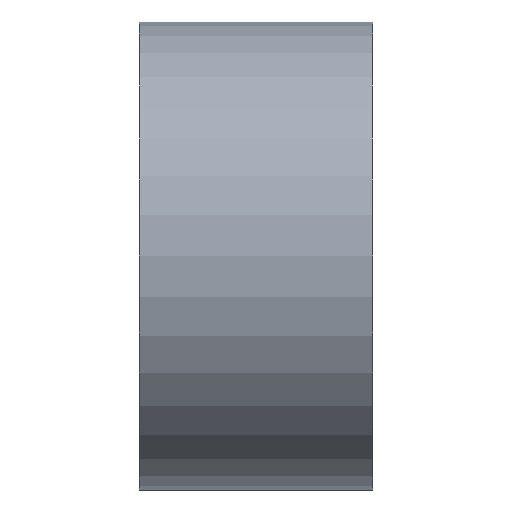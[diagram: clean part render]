
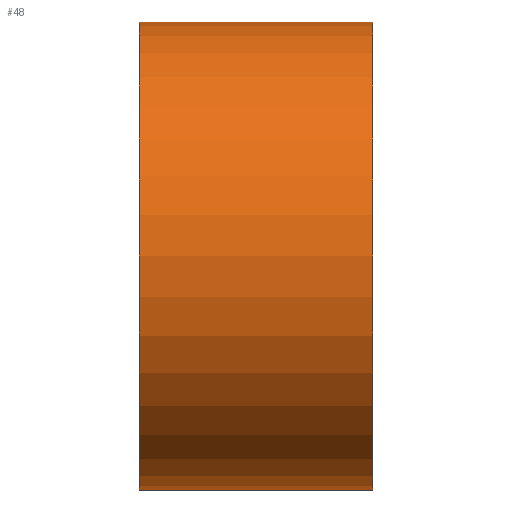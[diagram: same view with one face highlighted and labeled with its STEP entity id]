
A CAD part, left-side view. The second image highlights one B-rep face of the part: STEP entity #48.
In plain terms, the highlighted cylindrical face has radius 25.4 mm (diameter 50.8 mm), a partial arc.
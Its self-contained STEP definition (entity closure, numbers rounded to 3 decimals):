
#9 = EDGE_CURVE ( 'NONE', #36, #217, #50, .T. ) ;
#11 = EDGE_LOOP ( 'NONE', ( #66, #223, #225, #118 ) ) ;
#18 = DIRECTION ( 'NONE',  ( 0., 1., 0. ) ) ;
#21 = DIRECTION ( 'NONE',  ( 0., 0., 1. ) ) ;
#23 = CARTESIAN_POINT ( 'NONE',  ( 0., 0., -25.4 ) ) ;
#24 = CIRCLE ( 'NONE', #101, 25.4 ) ;
#32 = EDGE_CURVE ( 'NONE', #98, #217, #196, .T. ) ;
#36 = VERTEX_POINT ( 'NONE', #88 ) ;
#42 = DIRECTION ( 'NONE',  ( 0., 0., 1. ) ) ;
#48 = ADVANCED_FACE ( 'NONE', ( #139 ), #171, .T. ) ;
#50 = CIRCLE ( 'NONE', #126, 25.4 ) ;
#66 = ORIENTED_EDGE ( 'NONE', *, *, #86, .F. ) ;
#70 = CARTESIAN_POINT ( 'NONE',  ( 0., 161.376, 25.4 ) ) ;
#76 = CARTESIAN_POINT ( 'NONE',  ( 0., 0., 0. ) ) ;
#85 = EDGE_CURVE ( 'NONE', #205, #98, #24, .T. ) ;
#86 = EDGE_CURVE ( 'NONE', #205, #36, #236, .T. ) ;
#88 = CARTESIAN_POINT ( 'NONE',  ( 0., 25.4, -25.4 ) ) ;
#92 = CARTESIAN_POINT ( 'NONE',  ( 0., 25.4, 25.4 ) ) ;
#98 = VERTEX_POINT ( 'NONE', #215 ) ;
#101 = AXIS2_PLACEMENT_3D ( 'NONE', #76, #150, #42 ) ;
#118 = ORIENTED_EDGE ( 'NONE', *, *, #9, .F. ) ;
#125 = CARTESIAN_POINT ( 'NONE',  ( 0., 161.376, 0. ) ) ;
#126 = AXIS2_PLACEMENT_3D ( 'NONE', #128, #227, #21 ) ;
#128 = CARTESIAN_POINT ( 'NONE',  ( 0., 25.4, 0. ) ) ;
#129 = DIRECTION ( 'NONE',  ( 0., 0., 1. ) ) ;
#130 = VECTOR ( 'NONE', #148, 1000. ) ;
#139 = FACE_OUTER_BOUND ( 'NONE', #11, .T. ) ;
#148 = DIRECTION ( 'NONE',  ( 0., 1., 0. ) ) ;
#150 = DIRECTION ( 'NONE',  ( 0., 1., 0. ) ) ;
#163 = AXIS2_PLACEMENT_3D ( 'NONE', #125, #18, #129 ) ;
#171 = CYLINDRICAL_SURFACE ( 'NONE', #163, 25.4 ) ;
#196 = LINE ( 'NONE', #70, #240 ) ;
#205 = VERTEX_POINT ( 'NONE', #23 ) ;
#211 = DIRECTION ( 'NONE',  ( 0., 1., 0. ) ) ;
#215 = CARTESIAN_POINT ( 'NONE',  ( 0., 0., 25.4 ) ) ;
#217 = VERTEX_POINT ( 'NONE', #92 ) ;
#223 = ORIENTED_EDGE ( 'NONE', *, *, #85, .T. ) ;
#225 = ORIENTED_EDGE ( 'NONE', *, *, #32, .T. ) ;
#227 = DIRECTION ( 'NONE',  ( 0., 1., 0. ) ) ;
#230 = CARTESIAN_POINT ( 'NONE',  ( 0., 161.376, -25.4 ) ) ;
#236 = LINE ( 'NONE', #230, #130 ) ;
#240 = VECTOR ( 'NONE', #211, 1000. ) ;
